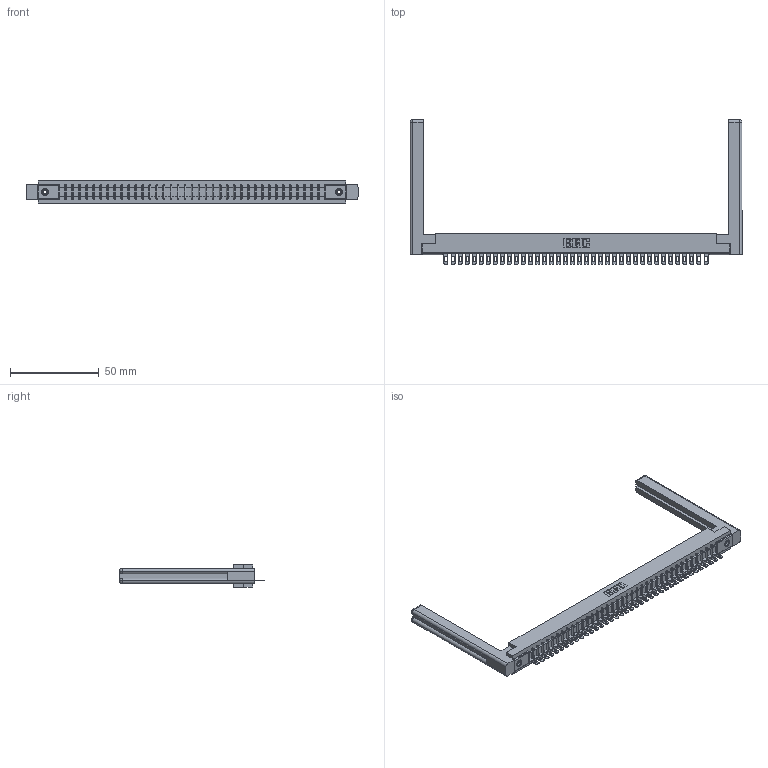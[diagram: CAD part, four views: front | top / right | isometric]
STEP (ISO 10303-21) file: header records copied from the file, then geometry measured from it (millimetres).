
FILE_DESCRIPTION (( 'STEP AP203' ), '1' );
FILE_NAME ('307-038-501-158.STEP', '2019-09-05T08:54:48', ( '' ), ( '' ), 'SwSTEP 2.0', 'SolidWorks 2016', '' );
FILE_SCHEMA (( 'CONFIG_CONTROL_DESIGN' ));
Length unit declared in the file: inch
Products named in the file (5): 307-038-501-158; 345-250-001_345-250-001-102; 307 Part_.156 Dia Mounting Holes; 307-220-058; 307-290-002_501
Assembly tree (43 placements, depth 2):
  307-038-501-158
    307 Part_.156 Dia Mounting Holes
    307-290-002_501  x38
    307-220-058  x2
    345-250-001_345-250-001-102  x2
Bounding box: 187.2 x 81.74 x 12.7 mm (x, y, z)
Volume: 27156.1 mm3; surface area: 30193.1 mm2
Topology: 43 solids, 43 shells, 3187 faces, 9721 edges, 6362 vertices
Faces by surface type: plane 1826, cylinder 1259, sphere 78, torus 12, cone 12
Entity records: 36497 total; most frequent: CARTESIAN_POINT 6163, ORIENTED_EDGE 6092, DIRECTION 5954, EDGE_CURVE 3046, LINE 2324, VECTOR 2324, VERTEX_POINT 1970, AXIS2_PLACEMENT_3D 1815
